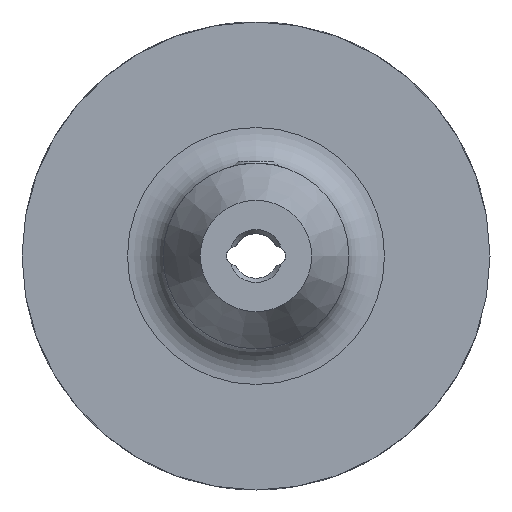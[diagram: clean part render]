
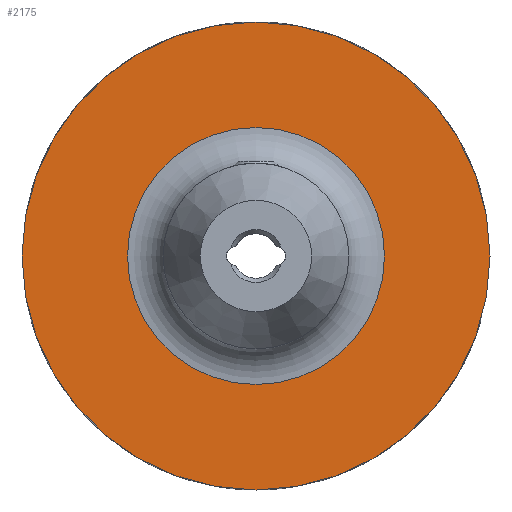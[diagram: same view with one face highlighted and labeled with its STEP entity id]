
A CAD part, left-side view. The second image highlights one B-rep face of the part: STEP entity #2175.
In plain terms, the highlighted planar face has unit normal (-1, 0, 0).
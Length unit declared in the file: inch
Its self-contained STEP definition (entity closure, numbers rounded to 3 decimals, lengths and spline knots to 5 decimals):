
#57=FACE_BOUND('',#550,.T.);
#104=PLANE('',#2426);
#416=FACE_OUTER_BOUND('',#549,.T.);
#549=EDGE_LOOP('',(#1904,#1905));
#550=EDGE_LOOP('',(#1906,#1907));
#566=CIRCLE('',#2228,1.24016);
#567=CIRCLE('',#2229,1.24016);
#671=CIRCLE('',#2424,0.6811);
#672=CIRCLE('',#2425,0.6811);
#798=VERTEX_POINT('',#3318);
#799=VERTEX_POINT('',#3320);
#974=VERTEX_POINT('',#5076);
#975=VERTEX_POINT('',#5078);
#1026=EDGE_CURVE('',#798,#799,#566,.T.);
#1027=EDGE_CURVE('',#799,#798,#567,.T.);
#1286=EDGE_CURVE('',#975,#974,#671,.T.);
#1287=EDGE_CURVE('',#974,#975,#672,.T.);
#1904=ORIENTED_EDGE('',*,*,#1027,.F.);
#1905=ORIENTED_EDGE('',*,*,#1026,.F.);
#1906=ORIENTED_EDGE('',*,*,#1286,.T.);
#1907=ORIENTED_EDGE('',*,*,#1287,.T.);
#2175=ADVANCED_FACE('',(#416,#57),#104,.T.);
#2228=AXIS2_PLACEMENT_3D('',#3321,#2511,#2512);
#2229=AXIS2_PLACEMENT_3D('',#3322,#2513,#2514);
#2424=AXIS2_PLACEMENT_3D('',#5079,#2971,#2972);
#2425=AXIS2_PLACEMENT_3D('',#5080,#2973,#2974);
#2426=AXIS2_PLACEMENT_3D('',#5081,#2975,#2976);
#2511=DIRECTION('center_axis',(1.,0.,0.));
#2512=DIRECTION('ref_axis',(0.,1.,0.));
#2513=DIRECTION('center_axis',(1.,0.,0.));
#2514=DIRECTION('ref_axis',(0.,1.,0.));
#2971=DIRECTION('center_axis',(1.,0.,0.));
#2972=DIRECTION('ref_axis',(0.,1.,0.));
#2973=DIRECTION('center_axis',(1.,0.,0.));
#2974=DIRECTION('ref_axis',(0.,1.,0.));
#2975=DIRECTION('center_axis',(-1.,0.,0.));
#2976=DIRECTION('ref_axis',(0.,0.,1.));
#3318=CARTESIAN_POINT('',(-0.86614,-1.24016,0.));
#3320=CARTESIAN_POINT('',(-0.86614,1.24016,0.));
#3321=CARTESIAN_POINT('Origin',(-0.86614,0.,
0.));
#3322=CARTESIAN_POINT('Origin',(-0.86614,0.,
0.));
#5076=CARTESIAN_POINT('',(-0.86614,0.,0.6811));
#5078=CARTESIAN_POINT('',(-0.86614,0.6811,0.));
#5079=CARTESIAN_POINT('Origin',(-0.86614,0.,
0.));
#5080=CARTESIAN_POINT('Origin',(-0.86614,0.,
0.));
#5081=CARTESIAN_POINT('Origin',(-0.86614,0.96063,0.));
